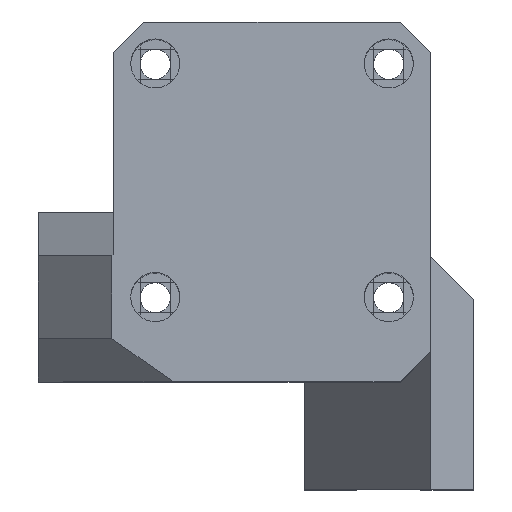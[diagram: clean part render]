
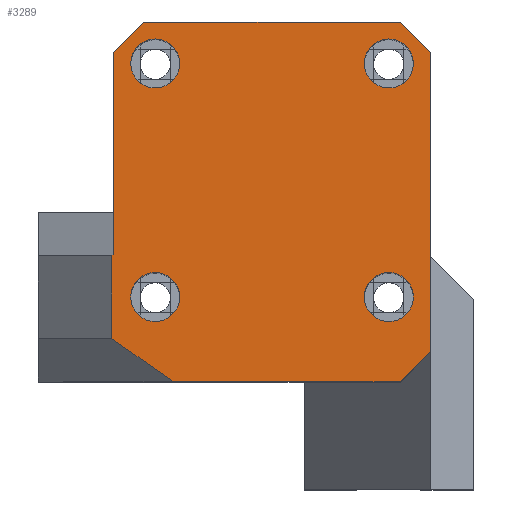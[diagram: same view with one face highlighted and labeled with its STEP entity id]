
A CAD part, top view. The second image highlights one B-rep face of the part: STEP entity #3289.
In plain terms, the highlighted planar face has unit normal (0, 0, 1).
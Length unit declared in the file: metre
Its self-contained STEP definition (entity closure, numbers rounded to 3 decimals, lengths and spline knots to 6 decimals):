
#65=CIRCLE('',#3394,0.00325);
#123=CIRCLE('',#3552,0.00325);
#125=CIRCLE('',#3555,0.00325);
#127=CIRCLE('',#3558,0.00325);
#807=ORIENTED_EDGE('',*,*,#1143,.F.);
#808=ORIENTED_EDGE('',*,*,#1423,.F.);
#809=ORIENTED_EDGE('',*,*,#1421,.F.);
#810=ORIENTED_EDGE('',*,*,#1419,.F.);
#811=ORIENTED_EDGE('',*,*,#1159,.F.);
#812=ORIENTED_EDGE('',*,*,#1435,.T.);
#813=ORIENTED_EDGE('',*,*,#1411,.F.);
#814=ORIENTED_EDGE('',*,*,#1436,.T.);
#815=ORIENTED_EDGE('',*,*,#1050,.F.);
#816=ORIENTED_EDGE('',*,*,#1437,.T.);
#817=ORIENTED_EDGE('',*,*,#1132,.F.);
#818=ORIENTED_EDGE('',*,*,#1438,.T.);
#819=ORIENTED_EDGE('',*,*,#1439,.T.);
#820=ORIENTED_EDGE('',*,*,#1440,.T.);
#1050=EDGE_CURVE('',#1509,#1510,#1798,.T.);
#1132=EDGE_CURVE('',#1585,#1586,#1858,.T.);
#1143=EDGE_CURVE('',#1595,#1595,#65,.T.);
#1159=EDGE_CURVE('',#1608,#1609,#1876,.T.);
#1411=EDGE_CURVE('',#1757,#1758,#2076,.F.);
#1419=EDGE_CURVE('',#1762,#1762,#123,.T.);
#1421=EDGE_CURVE('',#1763,#1763,#125,.T.);
#1423=EDGE_CURVE('',#1764,#1764,#127,.T.);
#1435=EDGE_CURVE('',#1608,#1758,#2088,.F.);
#1436=EDGE_CURVE('',#1757,#1510,#2089,.F.);
#1437=EDGE_CURVE('',#1509,#1586,#2090,.F.);
#1438=EDGE_CURVE('',#1585,#1767,#2091,.T.);
#1439=EDGE_CURVE('',#1767,#1768,#2092,.T.);
#1440=EDGE_CURVE('',#1768,#1609,#2093,.T.);
#1509=VERTEX_POINT('',#4558);
#1510=VERTEX_POINT('',#4559);
#1585=VERTEX_POINT('',#4753);
#1586=VERTEX_POINT('',#4754);
#1595=VERTEX_POINT('',#4776);
#1608=VERTEX_POINT('',#4805);
#1609=VERTEX_POINT('',#4807);
#1757=VERTEX_POINT('',#5349);
#1758=VERTEX_POINT('',#5350);
#1762=VERTEX_POINT('',#5363);
#1763=VERTEX_POINT('',#5367);
#1764=VERTEX_POINT('',#5371);
#1767=VERTEX_POINT('',#5413);
#1768=VERTEX_POINT('',#5415);
#1798=LINE('',#4557,#2161);
#1858=LINE('',#4752,#2221);
#1876=LINE('',#4806,#2239);
#2076=LINE('',#5348,#2439);
#2088=LINE('',#5409,#2451);
#2089=LINE('',#5410,#2452);
#2090=LINE('',#5411,#2453);
#2091=LINE('',#5412,#2454);
#2092=LINE('',#5414,#2455);
#2093=LINE('',#5416,#2456);
#2161=VECTOR('',#3640,1.);
#2221=VECTOR('',#3764,1.);
#2239=VECTOR('',#3806,1.);
#2439=VECTOR('',#4294,1.);
#2451=VECTOR('',#4384,1.);
#2452=VECTOR('',#4385,1.);
#2453=VECTOR('',#4386,1.);
#2454=VECTOR('',#4387,1.);
#2455=VECTOR('',#4388,1.);
#2456=VECTOR('',#4389,1.);
#2693=EDGE_LOOP('',(#807));
#2694=EDGE_LOOP('',(#808));
#2695=EDGE_LOOP('',(#809));
#2696=EDGE_LOOP('',(#810));
#2697=EDGE_LOOP('',(#811,#812,#813,#814,#815,#816,#817,#818,#819,#820));
#2921=FACE_BOUND('',#2693,.T.);
#2922=FACE_BOUND('',#2694,.T.);
#2923=FACE_BOUND('',#2695,.T.);
#2924=FACE_BOUND('',#2696,.T.);
#2925=FACE_BOUND('',#2697,.T.);
#3099=PLANE('',#3586);
#3289=ADVANCED_FACE('',(#2921,#2922,#2923,#2924,#2925),#3099,.T.);
#3394=AXIS2_PLACEMENT_3D('',#4775,#3779,#3780);
#3552=AXIS2_PLACEMENT_3D('',#5362,#4307,#4308);
#3555=AXIS2_PLACEMENT_3D('',#5366,#4313,#4314);
#3558=AXIS2_PLACEMENT_3D('',#5370,#4319,#4320);
#3586=AXIS2_PLACEMENT_3D('',#5408,#4382,#4383);
#3640=DIRECTION('',(1.,0.,0.));
#3764=DIRECTION('',(0.,1.,0.));
#3779=DIRECTION('',(0.,0.,1.));
#3780=DIRECTION('',(1.,0.,0.));
#3806=DIRECTION('',(-1.,0.,0.));
#4294=DIRECTION('',(0.,1.,0.));
#4307=DIRECTION('',(0.,0.,1.));
#4308=DIRECTION('',(1.,0.,0.));
#4313=DIRECTION('',(0.,0.,1.));
#4314=DIRECTION('',(1.,0.,0.));
#4319=DIRECTION('',(0.,0.,1.));
#4320=DIRECTION('',(1.,0.,0.));
#4382=DIRECTION('',(0.,0.,1.));
#4383=DIRECTION('',(1.,0.,0.));
#4384=DIRECTION('',(-0.707,-0.707,0.));
#4385=DIRECTION('',(0.707,-0.707,0.));
#4386=DIRECTION('',(0.707,0.707,0.));
#4387=DIRECTION('',(-0.816,-0.577,0.));
#4388=DIRECTION('',(0.,-1.,0.));
#4389=DIRECTION('',(0.816,-0.577,0.));
#4557=CARTESIAN_POINT('',(0.0755,0.0774,0.103526));
#4558=CARTESIAN_POINT('',(0.0585,0.0774,0.103526));
#4559=CARTESIAN_POINT('',(0.0925,0.0774,0.103526));
#4752=CARTESIAN_POINT('',(0.0545,0.0564,0.103526));
#4753=CARTESIAN_POINT('',(0.0545,0.046577,0.103526));
#4754=CARTESIAN_POINT('',(0.0545,0.0734,0.103526));
#4775=CARTESIAN_POINT('',(0.091,0.0409,0.103526));
#4776=CARTESIAN_POINT('',(0.09425,0.0409,0.103526));
#4805=CARTESIAN_POINT('',(0.0925,0.02965,0.103526));
#4806=CARTESIAN_POINT('',(0.092507,0.02965,0.103526));
#4807=CARTESIAN_POINT('',(0.062382,0.02965,0.103526));
#5348=CARTESIAN_POINT('',(0.0965,0.0564,0.103526));
#5349=CARTESIAN_POINT('',(0.0965,0.0734,0.103526));
#5350=CARTESIAN_POINT('',(0.0965,0.03365,0.103526));
#5362=CARTESIAN_POINT('',(0.06,0.0409,0.103526));
#5363=CARTESIAN_POINT('',(0.06325,0.0409,0.103526));
#5366=CARTESIAN_POINT('',(0.091,0.0719,0.103526));
#5367=CARTESIAN_POINT('',(0.09425,0.0719,0.103526));
#5370=CARTESIAN_POINT('',(0.06,0.0719,0.103526));
#5371=CARTESIAN_POINT('',(0.06325,0.0719,0.103526));
#5408=CARTESIAN_POINT('',(0.0755,0.0564,0.103526));
#5409=CARTESIAN_POINT('',(0.097375,0.034525,0.103526));
#5410=CARTESIAN_POINT('',(0.0945,0.0754,0.103526));
#5411=CARTESIAN_POINT('',(0.0565,0.0754,0.103526));
#5412=CARTESIAN_POINT('',(0.073131,0.059751,0.103526));
#5413=CARTESIAN_POINT('',(0.05425,0.0464,0.103526));
#5414=CARTESIAN_POINT('',(0.05425,0.043775,0.103526));
#5415=CARTESIAN_POINT('',(0.05425,0.0354,0.103526));
#5416=CARTESIAN_POINT('',(0.058517,0.032383,0.103526));
